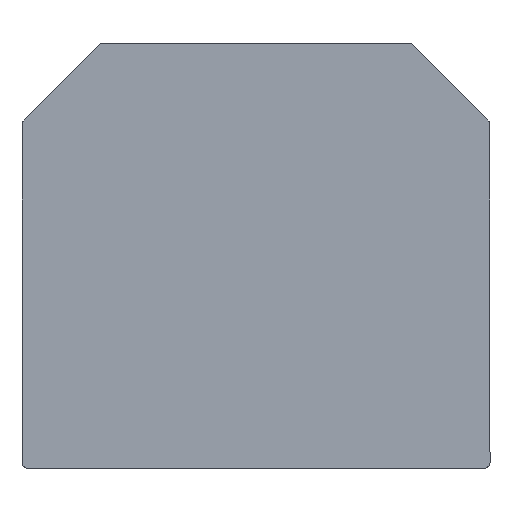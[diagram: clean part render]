
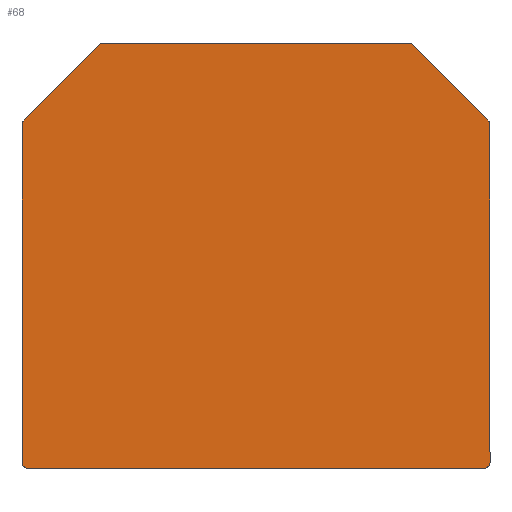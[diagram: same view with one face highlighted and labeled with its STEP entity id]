
A CAD part, top view. The second image highlights one B-rep face of the part: STEP entity #68.
In plain terms, the highlighted planar face has unit normal (0, 0, 1).
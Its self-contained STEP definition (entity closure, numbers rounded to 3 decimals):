
#68 = ADVANCED_FACE( '', ( #135 ), #136, .T. );
#135 = FACE_OUTER_BOUND( '', #200, .T. );
#136 = PLANE( '', #201 );
#200 = EDGE_LOOP( '', ( #318, #319, #320, #321, #322, #323, #324, #325, #326, #327, #328, #329 ) );
#201 = AXIS2_PLACEMENT_3D( '', #330, #331, #332 );
#318 = ORIENTED_EDGE( '', *, *, #405, .T. );
#319 = ORIENTED_EDGE( '', *, *, #373, .T. );
#320 = ORIENTED_EDGE( '', *, *, #383, .T. );
#321 = ORIENTED_EDGE( '', *, *, #421, .T. );
#322 = ORIENTED_EDGE( '', *, *, #389, .T. );
#323 = ORIENTED_EDGE( '', *, *, #394, .T. );
#324 = ORIENTED_EDGE( '', *, *, #402, .T. );
#325 = ORIENTED_EDGE( '', *, *, #398, .T. );
#326 = ORIENTED_EDGE( '', *, *, #416, .T. );
#327 = ORIENTED_EDGE( '', *, *, #378, .T. );
#328 = ORIENTED_EDGE( '', *, *, #419, .T. );
#329 = ORIENTED_EDGE( '', *, *, #412, .T. );
#330 = CARTESIAN_POINT( '', ( 27.753, 15.942, 1.5 ) );
#331 = DIRECTION( '', ( 0., 0., 1. ) );
#332 = DIRECTION( '', ( 1., 0., 0. ) );
#373 = EDGE_CURVE( '', #434, #432, #435, .T. );
#378 = EDGE_CURVE( '', #443, #441, #444, .T. );
#383 = EDGE_CURVE( '', #432, #449, #451, .T. );
#389 = EDGE_CURVE( '', #461, #459, #462, .T. );
#394 = EDGE_CURVE( '', #459, #467, #469, .T. );
#398 = EDGE_CURVE( '', #476, #474, #477, .T. );
#402 = EDGE_CURVE( '', #467, #476, #481, .T. );
#405 = EDGE_CURVE( '', #485, #434, #486, .T. );
#412 = EDGE_CURVE( '', #496, #485, #497, .T. );
#416 = EDGE_CURVE( '', #474, #443, #501, .T. );
#419 = EDGE_CURVE( '', #441, #496, #504, .T. );
#421 = EDGE_CURVE( '', #449, #461, #506, .T. );
#432 = VERTEX_POINT( '', #518 );
#434 = VERTEX_POINT( '', #521 );
#435 = CIRCLE( '', #522, 0.5 );
#441 = VERTEX_POINT( '', #529 );
#443 = VERTEX_POINT( '', #532 );
#444 = CIRCLE( '', #533, 0.75 );
#449 = VERTEX_POINT( '', #540 );
#451 = LINE( '', #543, #544 );
#459 = VERTEX_POINT( '', #553 );
#461 = VERTEX_POINT( '', #556 );
#462 = LINE( '', #557, #558 );
#467 = VERTEX_POINT( '', #564 );
#469 = CIRCLE( '', #567, 0.5 );
#474 = VERTEX_POINT( '', #572 );
#476 = VERTEX_POINT( '', #575 );
#477 = CIRCLE( '', #576, 0.5 );
#481 = LINE( '', #582, #583 );
#485 = VERTEX_POINT( '', #588 );
#486 = LINE( '', #589, #590 );
#496 = VERTEX_POINT( '', #601 );
#497 = CIRCLE( '', #602, 0.75 );
#501 = LINE( '', #608, #609 );
#504 = LINE( '', #613, #614 );
#506 = CIRCLE( '', #616, 0.5 );
#518 = CARTESIAN_POINT( '', ( 28.106, 16.295, 1.5 ) );
#521 = CARTESIAN_POINT( '', ( 28.253, 15.942, 1.5 ) );
#522 = AXIS2_PLACEMENT_3D( '', #628, #629, #630 );
#529 = CARTESIAN_POINT( '', ( -27.497, -25.651, 1.5 ) );
#532 = CARTESIAN_POINT( '', ( -28.247, -24.901, 1.5 ) );
#533 = AXIS2_PLACEMENT_3D( '', #636, #637, #638 );
#540 = CARTESIAN_POINT( '', ( 18.899, 25.503, 1.5 ) );
#543 = CARTESIAN_POINT( '', ( 28.106, 16.295, 1.5 ) );
#544 = VECTOR( '', #642, 1000. );
#553 = CARTESIAN_POINT( '', ( -18.54, 25.649, 1.5 ) );
#556 = CARTESIAN_POINT( '', ( 18.546, 25.649, 1.5 ) );
#557 = CARTESIAN_POINT( '', ( 18.546, 25.649, 1.5 ) );
#558 = VECTOR( '', #648, 1000. );
#564 = CARTESIAN_POINT( '', ( -18.894, 25.503, 1.5 ) );
#567 = AXIS2_PLACEMENT_3D( '', #654, #655, #656 );
#572 = CARTESIAN_POINT( '', ( -28.247, 15.942, 1.5 ) );
#575 = CARTESIAN_POINT( '', ( -28.101, 16.295, 1.5 ) );
#576 = AXIS2_PLACEMENT_3D( '', #661, #662, #663 );
#582 = CARTESIAN_POINT( '', ( -18.894, 25.503, 1.5 ) );
#583 = VECTOR( '', #666, 1000. );
#588 = CARTESIAN_POINT( '', ( 28.253, -24.901, 1.5 ) );
#589 = CARTESIAN_POINT( '', ( 28.253, -24.901, 1.5 ) );
#590 = VECTOR( '', #668, 1000. );
#601 = CARTESIAN_POINT( '', ( 27.503, -25.651, 1.5 ) );
#602 = AXIS2_PLACEMENT_3D( '', #679, #680, #681 );
#608 = CARTESIAN_POINT( '', ( -28.247, 15.942, 1.5 ) );
#609 = VECTOR( '', #684, 1000. );
#613 = CARTESIAN_POINT( '', ( -27.497, -25.651, 1.5 ) );
#614 = VECTOR( '', #686, 1000. );
#616 = AXIS2_PLACEMENT_3D( '', #687, #688, #689 );
#628 = CARTESIAN_POINT( '', ( 27.753, 15.942, 1.5 ) );
#629 = DIRECTION( '', ( 0., 0., 1. ) );
#630 = DIRECTION( '', ( 1., 0., 0. ) );
#636 = CARTESIAN_POINT( '', ( -27.497, -24.901, 1.5 ) );
#637 = DIRECTION( '', ( 0., 0., 1. ) );
#638 = DIRECTION( '', ( 1., 0., 0. ) );
#642 = DIRECTION( '', ( -0.707, 0.707, 0. ) );
#648 = DIRECTION( '', ( -1., 0., 0. ) );
#654 = CARTESIAN_POINT( '', ( -18.54, 25.149, 1.5 ) );
#655 = DIRECTION( '', ( 0., 0., 1. ) );
#656 = DIRECTION( '', ( 1., 0., 0. ) );
#661 = CARTESIAN_POINT( '', ( -27.747, 15.942, 1.5 ) );
#662 = DIRECTION( '', ( 0., 0., 1. ) );
#663 = DIRECTION( '', ( 1., 0., 0. ) );
#666 = DIRECTION( '', ( -0.707, -0.707, 0. ) );
#668 = DIRECTION( '', ( 0., 1., 0. ) );
#679 = CARTESIAN_POINT( '', ( 27.503, -24.901, 1.5 ) );
#680 = DIRECTION( '', ( 0., 0., 1. ) );
#681 = DIRECTION( '', ( -1., 0., 0. ) );
#684 = DIRECTION( '', ( 0., -1., 0. ) );
#686 = DIRECTION( '', ( 1., 0., 0. ) );
#687 = CARTESIAN_POINT( '', ( 18.546, 25.149, 1.5 ) );
#688 = DIRECTION( '', ( 0., 0., 1. ) );
#689 = DIRECTION( '', ( 1., 0., 0. ) );
